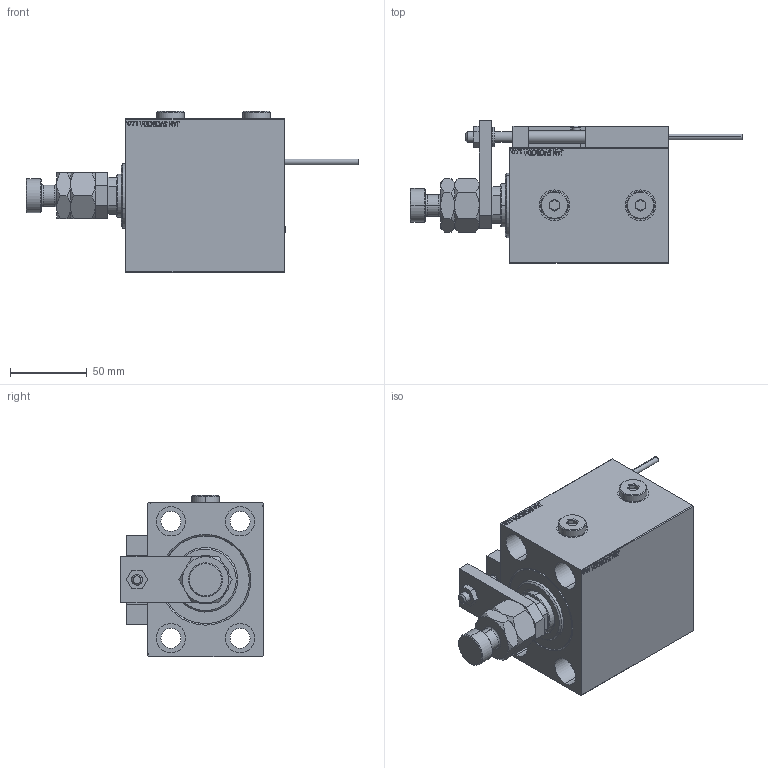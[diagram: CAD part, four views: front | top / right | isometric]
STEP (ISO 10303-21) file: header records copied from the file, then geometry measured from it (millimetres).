
FILE_DESCRIPTION (( 'STEP AP203' ), '1' );
FILE_NAME ('8cbb.STEP', '2024-02-12T22:28:03', ( '' ), ( '' ), 'SwSTEP 2.0', 'SolidWorks 2019', '' );
FILE_SCHEMA (( 'CONFIG_CONTROL_DESIGN' ));
Length unit declared in the file: millimetre
Products named in the file (17): SWITCH DIM B,W 8c6bfefa6a6864b69c2fad1272796432; TYC_L79 8c6bfefa6a6864b69c2fad1272796432; Zatka_OIL_PORT 8c6bfefa6a6864b69c2fad1272796432; 8cbb; V450CM_C_VCP 8c6bfefa6a6864b69c2fad1272796432; SWITCH_X_FRONT_BACK 8c6bfefa6a6864b69c2fad1272796432; MAGNET 8c6bfefa6a6864b69c2fad1272796432; ZARAZKA 8c6bfefa6a6864b69c2fad1272796432; X_Y_MFA 8c6bfefa6a6864b69c2fad1272796432; V450CM_VC_B 8c6bfefa6a6864b69c2fad1272796432; NUT_D12 8c6bfefa6a6864b69c2fad1272796432; ALLEN BOLT D8 8c6bfefa6a6864b69c2fad1272796432; Block 8c6bfefa6a6864b69c2fad1272796432; ALLEN BOLT D5 8c6bfefa6a6864b69c2fad1272796432; KONCOVKA 8c6bfefa6a6864b69c2fad1272796432; V450CM_C_Body 8c6bfefa6a6864b69c2fad1272796432; SWITCH X 8c6bfefa6a6864b69c2fad1272796432
Assembly tree (27 placements, depth 3):
  8cbb
    V450CM_C_Body 8c6bfefa6a6864b69c2fad1272796432
    SWITCH X 8c6bfefa6a6864b69c2fad1272796432
      SWITCH_X_FRONT_BACK 8c6bfefa6a6864b69c2fad1272796432  x2
      TYC_L79 8c6bfefa6a6864b69c2fad1272796432
      Block 8c6bfefa6a6864b69c2fad1272796432  x2
      ALLEN BOLT D5 8c6bfefa6a6864b69c2fad1272796432  x4
      ALLEN BOLT D8 8c6bfefa6a6864b69c2fad1272796432  x4
      MAGNET 8c6bfefa6a6864b69c2fad1272796432  x2
      KONCOVKA 8c6bfefa6a6864b69c2fad1272796432  x2
    NUT_D12 8c6bfefa6a6864b69c2fad1272796432
    SWITCH DIM B,W 8c6bfefa6a6864b69c2fad1272796432
    ZARAZKA 8c6bfefa6a6864b69c2fad1272796432
    V450CM_C_VCP 8c6bfefa6a6864b69c2fad1272796432
    V450CM_VC_B 8c6bfefa6a6864b69c2fad1272796432
    X_Y_MFA 8c6bfefa6a6864b69c2fad1272796432
    Zatka_OIL_PORT 8c6bfefa6a6864b69c2fad1272796432  x2
Bounding box: 216 x 92.5 x 104.9 mm (x, y, z)
Volume: 737675.9 mm3; surface area: 144731.4 mm2
Topology: 26 solids, 26 shells, 1391 faces, 3300 edges, 2097 vertices
Faces by surface type: plane 611, bspline 380, cylinder 210, cone 138, torus 48, sphere 4
Entity records: 53301 total; most frequent: CARTESIAN_POINT 26905, ORIENTED_EDGE 5540, DIRECTION 3852, EDGE_CURVE 2770, VERTEX_POINT 1797, VECTOR 1556, LINE 1556, EDGE_LOOP 1293
